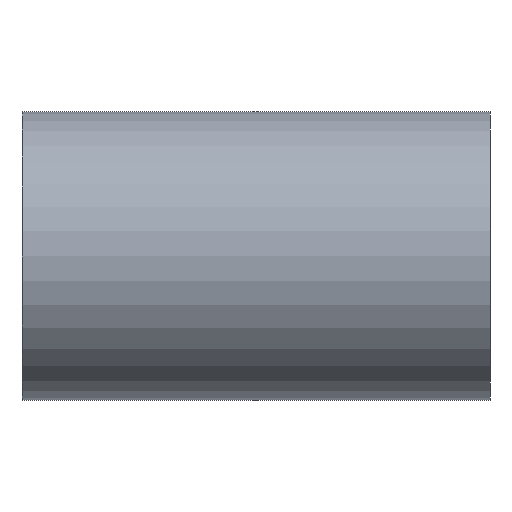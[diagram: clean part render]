
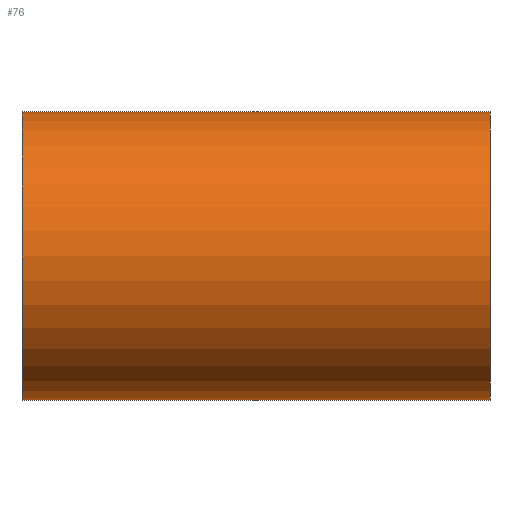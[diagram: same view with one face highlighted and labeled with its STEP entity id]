
A CAD part, front view. The second image highlights one B-rep face of the part: STEP entity #76.
In plain terms, the highlighted cylindrical face has radius 57 mm (diameter 114 mm), a partial arc.
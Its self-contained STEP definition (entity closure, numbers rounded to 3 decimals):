
#76 = ADVANCED_FACE( '', ( #99 ), #100, .T. );
#99 = FACE_OUTER_BOUND( '', #147, .T. );
#100 = CYLINDRICAL_SURFACE( '', #148, 57. );
#147 = EDGE_LOOP( '', ( #201, #202, #203, #204, #205, #206 ) );
#148 = AXIS2_PLACEMENT_3D( '', #207, #208, #209 );
#201 = ORIENTED_EDGE( '', *, *, #359, .F. );
#202 = ORIENTED_EDGE( '', *, *, #354, .F. );
#203 = ORIENTED_EDGE( '', *, *, #360, .F. );
#204 = ORIENTED_EDGE( '', *, *, #357, .F. );
#205 = ORIENTED_EDGE( '', *, *, #361, .F. );
#206 = ORIENTED_EDGE( '', *, *, #362, .T. );
#207 = CARTESIAN_POINT( '', ( 37., 0., 0. ) );
#208 = DIRECTION( '', ( 1., 0., 0. ) );
#209 = DIRECTION( '', ( 0., 0., -1. ) );
#354 = EDGE_CURVE( '', #403, #404, #405, .T. );
#357 = EDGE_CURVE( '', #408, #410, #411, .T. );
#359 = EDGE_CURVE( '', #404, #413, #414, .T. );
#360 = EDGE_CURVE( '', #410, #403, #415, .T. );
#361 = EDGE_CURVE( '', #416, #408, #417, .T. );
#362 = EDGE_CURVE( '', #416, #413, #418, .T. );
#403 = VERTEX_POINT( '', #484 );
#404 = VERTEX_POINT( '', #485 );
#405 = LINE( '', #486, #487 );
#408 = VERTEX_POINT( '', #490 );
#410 = VERTEX_POINT( '', #492 );
#411 = LINE( '', #493, #494 );
#413 = VERTEX_POINT( '', #496 );
#414 = LINE( '', #497, #498 );
#415 = CIRCLE( '', #499, 57. );
#416 = VERTEX_POINT( '', #500 );
#417 = LINE( '', #501, #502 );
#418 = CIRCLE( '', #503, 57. );
#484 = CARTESIAN_POINT( '', ( 37., 0., -57. ) );
#485 = CARTESIAN_POINT( '', ( -55.5, 0., -57. ) );
#486 = CARTESIAN_POINT( '', ( 37., 0., -57. ) );
#487 = VECTOR( '', #582, 1. );
#490 = CARTESIAN_POINT( '', ( -55.5, 0., 57. ) );
#492 = CARTESIAN_POINT( '', ( 37., 0., 57. ) );
#493 = CARTESIAN_POINT( '', ( 37., 0., 57. ) );
#494 = VECTOR( '', #589, 1. );
#496 = CARTESIAN_POINT( '', ( -148., 0., -57. ) );
#497 = CARTESIAN_POINT( '', ( 37., 0., -57. ) );
#498 = VECTOR( '', #593, 1. );
#499 = AXIS2_PLACEMENT_3D( '', #594, #595, #596 );
#500 = CARTESIAN_POINT( '', ( -148., 0., 57. ) );
#501 = CARTESIAN_POINT( '', ( 37., 0., 57. ) );
#502 = VECTOR( '', #597, 1. );
#503 = AXIS2_PLACEMENT_3D( '', #598, #599, #600 );
#582 = DIRECTION( '', ( -1., 0., 0. ) );
#589 = DIRECTION( '', ( 1., 0., 0. ) );
#593 = DIRECTION( '', ( -1., 0., 0. ) );
#594 = CARTESIAN_POINT( '', ( 37., 0., 0. ) );
#595 = DIRECTION( '', ( 1., 0., 0. ) );
#596 = DIRECTION( '', ( 0., 0., -1. ) );
#597 = DIRECTION( '', ( 1., 0., 0. ) );
#598 = CARTESIAN_POINT( '', ( -148., 0., 0. ) );
#599 = DIRECTION( '', ( 1., 0., 0. ) );
#600 = DIRECTION( '', ( 0., 0., -1. ) );
